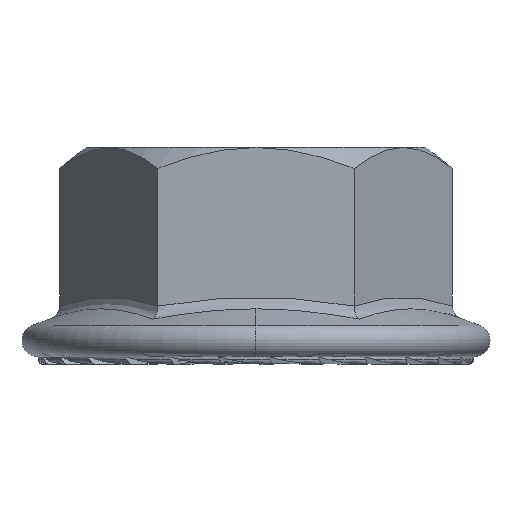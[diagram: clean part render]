
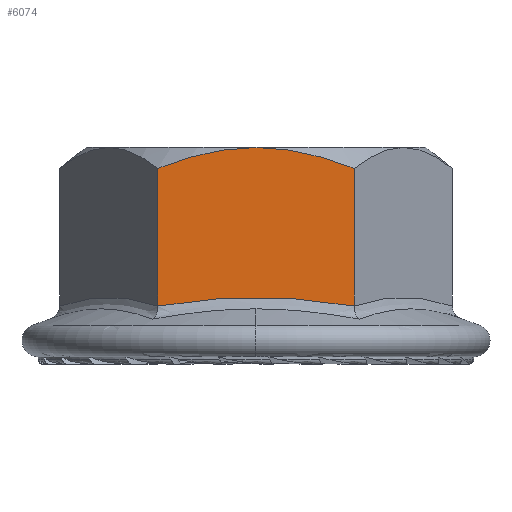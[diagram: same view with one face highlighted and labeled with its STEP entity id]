
A CAD part, left-side view. The second image highlights one B-rep face of the part: STEP entity #6074.
In plain terms, the highlighted planar face has unit normal (-1, 0, 0).
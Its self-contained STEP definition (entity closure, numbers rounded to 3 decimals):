
#49 = CARTESIAN_POINT ( 'NONE',  ( -6.5, 3.753, -6.064 ) ) ;
#296 = B_SPLINE_CURVE_WITH_KNOTS ( 'NONE', 3,
 ( #49, #5468, #1470, #4390, #9826 ),
 .UNSPECIFIED., .F., .F.,
 ( 4, 1, 4 ),
 ( 0., 0.004, 0.008 ),
 .UNSPECIFIED. ) ;
#698 = FACE_OUTER_BOUND ( 'NONE', #7309, .T. ) ;
#737 = VERTEX_POINT ( 'NONE', #2689 ) ;
#833 = CARTESIAN_POINT ( 'NONE',  ( -6.5, 2.228, -0.29 ) ) ;
#1018 = CARTESIAN_POINT ( 'NONE',  ( -6.5, 3.753, -0.8 ) ) ;
#1187 = B_SPLINE_CURVE_WITH_KNOTS ( 'NONE', 3,
 ( #11775, #2173, #7882, #16039, #6532, #833, #5018, #10454, #2358, #1018 ),
 .UNSPECIFIED., .F., .F.,
 ( 4, 2, 2, 2, 4 ),
 ( 0.009, 0.01, 0.011, 0.012, 0.013 ),
 .UNSPECIFIED. ) ;
#1470 = CARTESIAN_POINT ( 'NONE',  ( -6.5, 0., -5.592 ) ) ;
#2173 = CARTESIAN_POINT ( 'NONE',  ( -6.5, 0.321, 0. ) ) ;
#2358 = CARTESIAN_POINT ( 'NONE',  ( -6.5, 3.453, -0.681 ) ) ;
#2492 = VERTEX_POINT ( 'NONE', #2976 ) ;
#2689 = CARTESIAN_POINT ( 'NONE',  ( -6.5, -3.753, -6.064 ) ) ;
#2976 = CARTESIAN_POINT ( 'NONE',  ( -6.5, 3.753, -6.064 ) ) ;
#3220 = ORIENTED_EDGE ( 'NONE', *, *, #3382, .T. ) ;
#3382 = EDGE_CURVE ( 'NONE', #737, #15693, #5315, .T. ) ;
#3550 = PLANE ( 'NONE',  #16552 ) ;
#4121 = CARTESIAN_POINT ( 'NONE',  ( -6.5, 3.753, -8. ) ) ;
#4390 = CARTESIAN_POINT ( 'NONE',  ( -6.5, -2.502, -5.849 ) ) ;
#4770 = CARTESIAN_POINT ( 'NONE',  ( -6.5, 3.753, -0.8 ) ) ;
#5018 = CARTESIAN_POINT ( 'NONE',  ( -6.5, 2.537, -0.375 ) ) ;
#5315 = LINE ( 'NONE', #17162, #7143 ) ;
#5468 = CARTESIAN_POINT ( 'NONE',  ( -6.5, 2.502, -5.849 ) ) ;
#6074 = ADVANCED_FACE ( 'NONE', ( #698 ), #3550, .T. ) ;
#6532 = CARTESIAN_POINT ( 'NONE',  ( -6.5, 1.603, -0.15 ) ) ;
#7143 = VECTOR ( 'NONE', #8091, 1000. ) ;
#7309 = EDGE_LOOP ( 'NONE', ( #13452, #8505, #3220, #16502, #7791 ) ) ;
#7374 = EDGE_CURVE ( 'NONE', #8492, #17515, #1187, .T. ) ;
#7791 = ORIENTED_EDGE ( 'NONE', *, *, #7374, .T. ) ;
#7882 = CARTESIAN_POINT ( 'NONE',  ( -6.5, 0.647, -0.019 ) ) ;
#8091 = DIRECTION ( 'NONE',  ( 0., 0., 1. ) ) ;
#8492 = VERTEX_POINT ( 'NONE', #15241 ) ;
#8505 = ORIENTED_EDGE ( 'NONE', *, *, #11281, .T. ) ;
#8571 = CARTESIAN_POINT ( 'NONE',  ( -6.5, -3.753, -0.8 ) ) ;
#8887 = DIRECTION ( 'NONE',  ( -1., 0., 0. ) ) ;
#8893 = CARTESIAN_POINT ( 'NONE',  ( -6.5, 0., 0. ) ) ;
#9464 = LINE ( 'NONE', #4121, #10396 ) ;
#9826 = CARTESIAN_POINT ( 'NONE',  ( -6.5, -3.753, -6.064 ) ) ;
#10396 = VECTOR ( 'NONE', #12376, 1000. ) ;
#10454 = CARTESIAN_POINT ( 'NONE',  ( -6.5, 3.149, -0.571 ) ) ;
#10593 = CARTESIAN_POINT ( 'NONE',  ( -6.5, -2.534, -0.358 ) ) ;
#11281 = EDGE_CURVE ( 'NONE', #2492, #737, #296, .T. ) ;
#11552 = DIRECTION ( 'NONE',  ( 0., 0., 1. ) ) ;
#11560 = CARTESIAN_POINT ( 'NONE',  ( -6.5, -3.155, -0.562 ) ) ;
#11750 = EDGE_CURVE ( 'NONE', #2492, #17515, #9464, .T. ) ;
#11775 = CARTESIAN_POINT ( 'NONE',  ( -6.5, 0., 0. ) ) ;
#12331 = B_SPLINE_CURVE_WITH_KNOTS ( 'NONE', 3,
 ( #14307, #11560, #10593, #16975, #13069, #8893 ),
 .UNSPECIFIED., .F., .F.,
 ( 4, 2, 4 ),
 ( 0.006, 0.007, 0.009 ),
 .UNSPECIFIED. ) ;
#12376 = DIRECTION ( 'NONE',  ( 0., 0., 1. ) ) ;
#13069 = CARTESIAN_POINT ( 'NONE',  ( -6.5, -0.646, 0. ) ) ;
#13452 = ORIENTED_EDGE ( 'NONE', *, *, #11750, .F. ) ;
#14307 = CARTESIAN_POINT ( 'NONE',  ( -6.5, -3.753, -0.8 ) ) ;
#15241 = CARTESIAN_POINT ( 'NONE',  ( -6.5, 0., 0. ) ) ;
#15693 = VERTEX_POINT ( 'NONE', #8571 ) ;
#16039 = CARTESIAN_POINT ( 'NONE',  ( -6.5, 1.287, -0.094 ) ) ;
#16321 = EDGE_CURVE ( 'NONE', #15693, #8492, #12331, .T. ) ;
#16502 = ORIENTED_EDGE ( 'NONE', *, *, #16321, .T. ) ;
#16552 = AXIS2_PLACEMENT_3D ( 'NONE', #16879, #8887, #11552 ) ;
#16879 = CARTESIAN_POINT ( 'NONE',  ( -6.5, 3.753, -8. ) ) ;
#16975 = CARTESIAN_POINT ( 'NONE',  ( -6.5, -1.281, -0.078 ) ) ;
#17162 = CARTESIAN_POINT ( 'NONE',  ( -6.5, -3.753, -8. ) ) ;
#17515 = VERTEX_POINT ( 'NONE', #4770 ) ;
